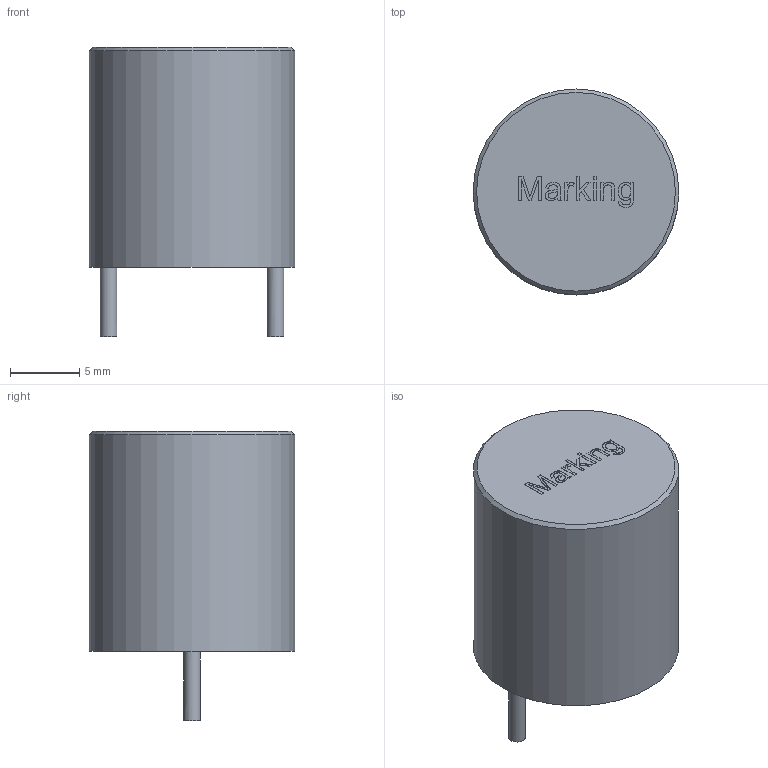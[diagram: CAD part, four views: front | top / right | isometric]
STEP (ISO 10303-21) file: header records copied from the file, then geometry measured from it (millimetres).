
FILE_DESCRIPTION(/* description */ ('Unknown'),/* implementation_level */ '2;1');
FILE_NAME(/* name */ 'L_Wurth_WE-FAMI_1415_1.2',/* time_stamp */ '2022-03-07T10:32:57+08:00',/* author */ ('Unknown'),/* organization */ ('Unknown'),/* preprocessor_version */ 'ST-DEVELOPER v16.7',/* originating_system */ 'Solid Edge',/* authorisation */ 'Unknown');
FILE_SCHEMA (('AUTOMOTIVE_DESIGN {1 0 10303 214 3 1 1}'));
Length unit declared in the file: millimetre
Products named in the file (2): L_Wurth_WE-FAMI_1415_1.2
Assembly tree (1 placements, depth 2):
  L_Wurth_WE-FAMI_1415_1.2
    L_Wurth_WE-FAMI_1415_1.2
Bounding box: 14.8 x 14.8 x 20.8 mm (x, y, z)
Volume: 2701.7 mm3; surface area: 1232.2 mm2
Topology: 1 solids, 3 shells, 111 faces, 279 edges, 184 vertices
Faces by surface type: plane 74, bspline 15, cylinder 11, cone 11
Full cylindrical faces by diameter (mm): 1.2 x2, 4.5 x1, 13.8 x2, 14.8 x1
Entity records: 4649 total; most frequent: CARTESIAN_POINT 1324, ORIENTED_EDGE 522, DIRECTION 464, EDGE_CURVE 261, LINE 188, VECTOR 188, VERTEX_POINT 176, AXIS2_PLACEMENT_3D 138
